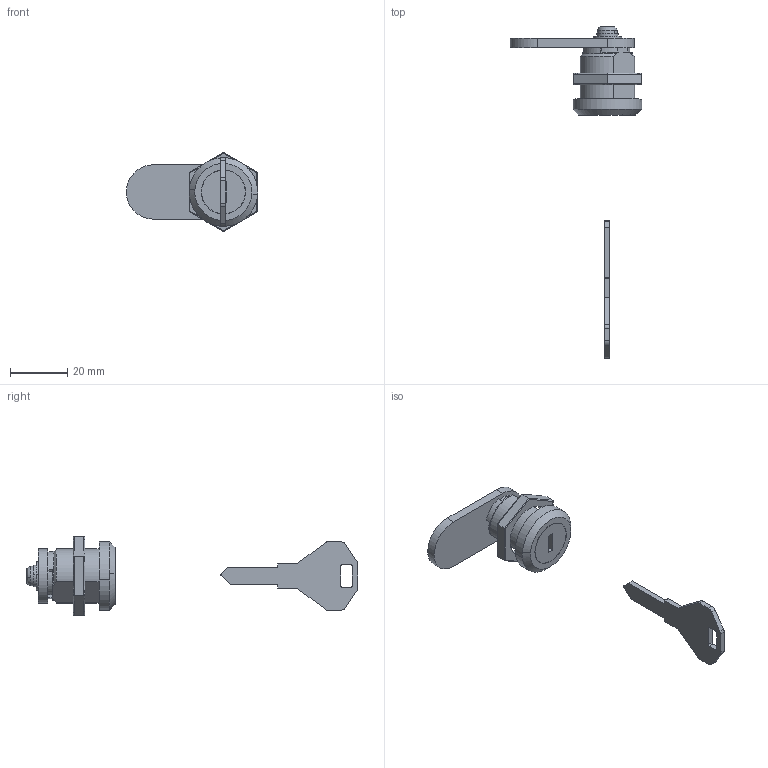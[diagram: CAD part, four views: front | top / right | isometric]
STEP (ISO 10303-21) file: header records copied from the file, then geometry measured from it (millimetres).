
FILE_DESCRIPTION((''),'2;1');
FILE_NAME('','2005-07-15T16:28:59',(''),(''),'','CADfix','');
FILE_SCHEMA(('AUTOMOTIVE_DESIGN'));
Length unit declared in the file: millimetre
Products named in the file (8): screw; nut; lock; key; control_cam; cam; body; TL_305_8089_36
Assembly tree (7 placements, depth 2):
  TL_305_8089_36
    screw
    nut
    lock
    key
    control_cam
    cam
    body
Bounding box: 45.98 x 116.17 x 27.71 mm (x, y, z)
Volume: 11037.3 mm3; surface area: 9441.1 mm2
Topology: 7 solids, 7 shells, 156 faces, 431 edges, 297 vertices
Faces by surface type: bspline 156
Entity records: 5153 total; most frequent: CARTESIAN_POINT 2506, ORIENTED_EDGE 862, EDGE_CURVE 431, VERTEX_POINT 297, QUASI_UNIFORM_CURVE 238, EDGE_LOOP 174, FACE_OUTER_BOUND 156, ADVANCED_FACE 156
